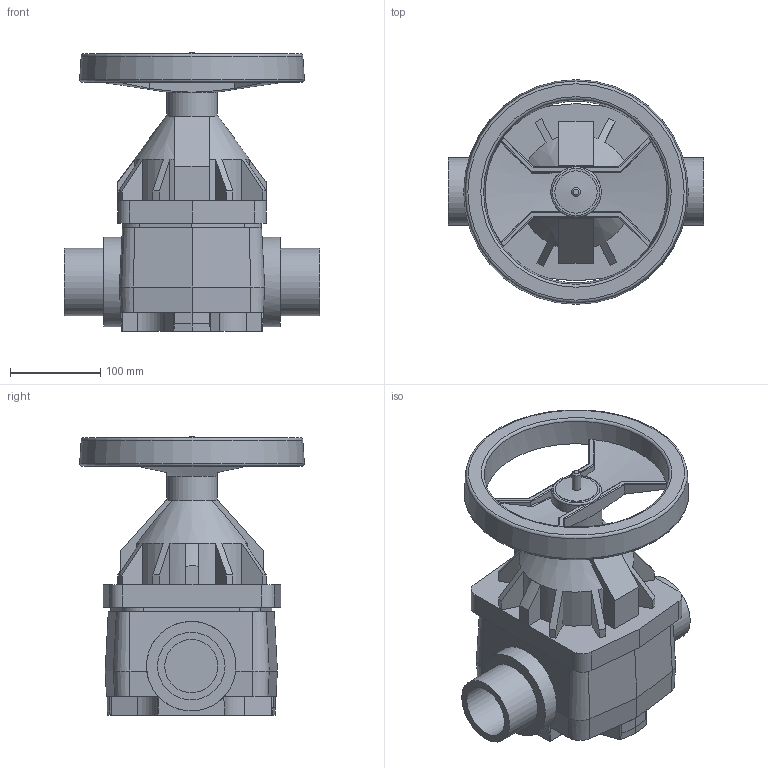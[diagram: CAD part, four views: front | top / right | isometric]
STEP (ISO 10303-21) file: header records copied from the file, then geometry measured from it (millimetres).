
FILE_DESCRIPTION(/* description */ (''),/* implementation_level */ '2;1');
FILE_NAME(/* name */ 'VMDV075E.iam.stp',/* time_stamp */ '2013-10-01T10:38:58+02:00',/* author */ ('bfaro'),/* organization */ (''),/* preprocessor_version */ 'ST-DEVELOPER v15.2',/* originating_system */ 'Autodesk Inventor 2014',/* authorisation */ '');
FILE_SCHEMA (('AUTOMOTIVE_DESIGN { 1 0 10303 214 3 1 1 }'));
Length unit declared in the file: millimetre
Products named in the file (3): SPBDVM075DV; volantino VM 75-90; VMDV075E
Bounding box: 284 x 249.6 x 309.7 mm (x, y, z)
Volume: 5734503.9 mm3; surface area: 509494.9 mm2
Topology: 3 solids, 3 shells, 309 faces, 831 edges, 540 vertices
Faces by surface type: plane 160, cylinder 122, cone 20, torus 5, bspline 2
Full cylindrical faces by diameter (mm): 10 x3, 47 x1, 56 x2, 59 x2, 75 x2, 99.4 x2, 220 x1, 232 x1
Entity records: 10143 total; most frequent: CARTESIAN_POINT 2379, DIRECTION 1632, ORIENTED_EDGE 1602, EDGE_CURVE 801, AXIS2_PLACEMENT_3D 593, VERTEX_POINT 533, LINE 446, VECTOR 446
